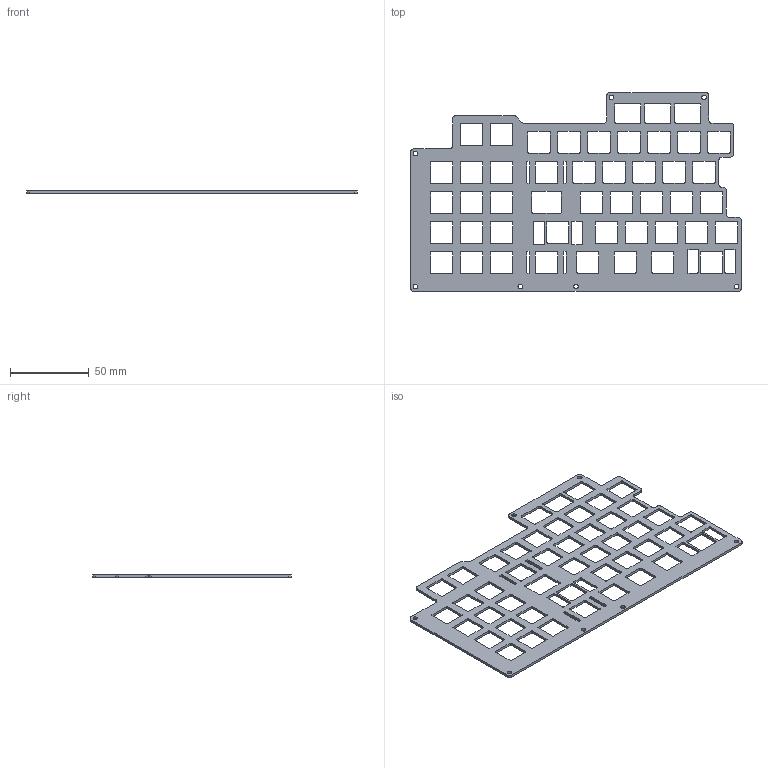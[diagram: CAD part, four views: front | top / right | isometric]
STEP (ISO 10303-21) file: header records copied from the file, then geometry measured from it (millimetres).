
FILE_DESCRIPTION(('KiCad electronic assembly'),'2;1');
FILE_NAME('plate-left.step','2022-07-30T00:27:08',('Pcbnew'),('Kicad'), 'Open CASCADE STEP processor 7.6','KiCad to STEP converter','Unknown' );
FILE_SCHEMA(('AUTOMOTIVE_DESIGN { 1 0 10303 214 1 1 1 1 }'));
Length unit declared in the file: millimetre
Products named in the file (2): plate-left 1; plate-left PCB
Assembly tree (1 placements, depth 2):
  plate-left 1
    plate-left PCB
Bounding box: 210 x 126.3 x 1.6 mm (x, y, z)
Volume: 20832.6 mm3; surface area: 31883.7 mm2
Topology: 1 solids, 1 shells, 485 faces, 1449 edges, 966 vertices
Faces by surface type: cylinder 245, plane 240
Full cylindrical faces by diameter (mm): 2.9 x7
Entity records: 35585 total; most frequent: DIRECTION 5811, CARTESIAN_POINT 5800, LINE 3367, VECTOR 3367, ORIENTED_EDGE 2898, PCURVE 2898, DEFINITIONAL_REPRESENTATION 2898, EDGE_CURVE 1449
